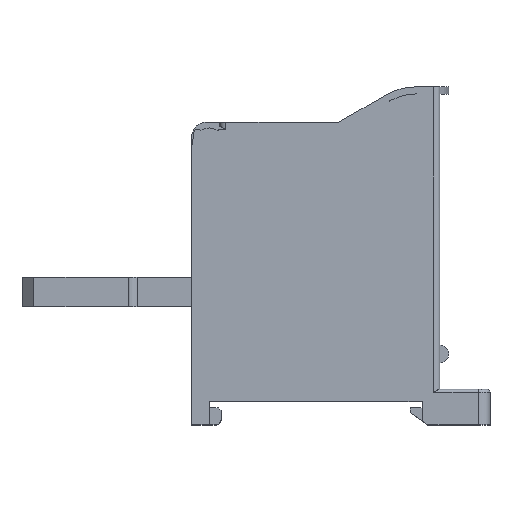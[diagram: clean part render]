
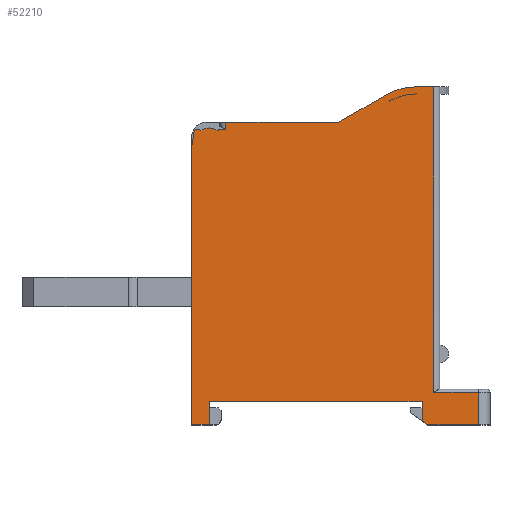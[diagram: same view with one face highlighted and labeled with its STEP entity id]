
A CAD part, top view. The second image highlights one B-rep face of the part: STEP entity #52210.
In plain terms, the highlighted planar face has unit normal (0, 0, 1).
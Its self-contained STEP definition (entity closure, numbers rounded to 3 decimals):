
#19220=DIRECTION('',(1.,0.,0.));
#19221=VECTOR('',#19220,36.);
#19222=CARTESIAN_POINT('',(-18.,4.,14.25));
#19223=LINE('',#19222,#19221);
#19351=DIRECTION('',(-1.,0.,0.));
#19352=VECTOR('',#19351,0.954);
#19353=CARTESIAN_POINT('',(-15.2,50.,14.25));
#19354=LINE('',#19353,#19352);
#20535=DIRECTION('',(0.,-1.,0.));
#20536=VECTOR('',#20535,3.3);
#20537=CARTESIAN_POINT('',(18.,4.,14.25));
#20538=LINE('',#20537,#20536);
#20543=CARTESIAN_POINT('',(-19.846,49.5,14.25));
#20544=DIRECTION('',(0.,0.,-1.));
#20545=DIRECTION('',(0.,1.,0.));
#20546=AXIS2_PLACEMENT_3D('',#20543,#20544,#20545);
#20548=CARTESIAN_POINT('',(-18.,48.,14.25));
#20549=DIRECTION('',(0.,0.,1.));
#20550=DIRECTION('',(0.628,0.778,0.));
#20551=AXIS2_PLACEMENT_3D('',#20548,#20549,#20550);
#20553=CARTESIAN_POINT('',(-16.154,49.5,14.25));
#20554=DIRECTION('',(0.,0.,-1.));
#20555=DIRECTION('',(-0.865,0.502,0.));
#20556=AXIS2_PLACEMENT_3D('',#20553,#20554,#20555);
#20558=DIRECTION('',(1.,0.,0.));
#20559=VECTOR('',#20558,18.864);
#20560=CARTESIAN_POINT('',(-15.2,51.2,14.25));
#20561=LINE('',#20560,#20559);
#20562=CARTESIAN_POINT('',(3.664,52.,14.25));
#20563=DIRECTION('',(0.,0.,1.));
#20564=DIRECTION('',(0.,-1.,0.));
#20565=AXIS2_PLACEMENT_3D('',#20562,#20563,#20564);
#20567=DIRECTION('',(0.866,0.5,0.));
#20568=VECTOR('',#20567,9.106);
#20569=CARTESIAN_POINT('',(4.064,51.307,14.25));
#20570=LINE('',#20569,#20568);
#20571=CARTESIAN_POINT('',(16.95,47.2,14.25));
#20572=DIRECTION('',(0.,0.,-1.));
#20573=DIRECTION('',(-0.5,0.866,0.));
#20574=AXIS2_PLACEMENT_3D('',#20571,#20572,#20573);
#20576=DIRECTION('',(1.,0.,0.));
#20577=VECTOR('',#20576,3.05);
#20578=CARTESIAN_POINT('',(16.95,57.2,14.25));
#20579=LINE('',#20578,#20577);
#20580=DIRECTION('',(-0.819,0.573,0.));
#20581=VECTOR('',#20580,1.221);
#20582=CARTESIAN_POINT('',(19.,0.,14.25));
#20583=LINE('',#20582,#20581);
#20584=DIRECTION('',(0.,-1.,0.));
#20585=VECTOR('',#20584,4.);
#20586=CARTESIAN_POINT('',(-18.,4.,14.25));
#20587=LINE('',#20586,#20585);
#20588=DIRECTION('',(-1.,0.,0.));
#20589=VECTOR('',#20588,3.);
#20590=CARTESIAN_POINT('',(-18.,0.,14.25));
#20591=LINE('',#20590,#20589);
#20592=DIRECTION('',(0.,1.,0.));
#20593=VECTOR('',#20592,46.172);
#20594=CARTESIAN_POINT('',(-21.,0.,14.25));
#20595=LINE('',#20594,#20593);
#20596=CARTESIAN_POINT('',(-11.,46.172,14.25));
#20597=DIRECTION('',(0.,0.,-1.));
#20598=DIRECTION('',(-1.,0.,0.));
#20599=AXIS2_PLACEMENT_3D('',#20596,#20597,#20598);
#20601=DIRECTION('',(0.164,0.986,0.));
#20602=VECTOR('',#20601,1.79);
#20603=CARTESIAN_POINT('',(-20.864,47.816,14.25));
#20604=LINE('',#20603,#20602);
#20605=CARTESIAN_POINT('',(-20.076,49.5,14.25));
#20606=DIRECTION('',(0.,0.,-1.));
#20607=DIRECTION('',(-0.986,0.164,0.));
#20608=AXIS2_PLACEMENT_3D('',#20605,#20606,#20607);
#20618=DIRECTION('',(-1.,0.,0.));
#20619=VECTOR('',#20618,0.231);
#20620=CARTESIAN_POINT('',(-19.846,50.,14.25));
#20621=LINE('',#20620,#20619);
#20654=DIRECTION('',(0.,-1.,0.));
#20655=VECTOR('',#20654,1.2);
#20656=CARTESIAN_POINT('',(-15.2,51.2,14.25));
#20657=LINE('',#20656,#20655);
#20666=DIRECTION('',(0.,1.,0.));
#20667=VECTOR('',#20666,51.7);
#20668=CARTESIAN_POINT('',(20.,5.5,14.25));
#20669=LINE('',#20668,#20667);
#20739=DIRECTION('',(1.,0.,0.));
#20740=VECTOR('',#20739,8.5);
#20741=CARTESIAN_POINT('',(19.,0.,14.25));
#20742=LINE('',#20741,#20740);
#20775=DIRECTION('',(0.,1.,0.));
#20776=VECTOR('',#20775,5.5);
#20777=CARTESIAN_POINT('',(27.5,0.,14.25));
#20778=LINE('',#20777,#20776);
#20806=DIRECTION('',(-1.,0.,0.));
#20807=VECTOR('',#20806,7.5);
#20808=CARTESIAN_POINT('',(27.5,5.5,14.25));
#20809=LINE('',#20808,#20807);
#21500=CARTESIAN_POINT('',(27.5,5.5,14.25));
#21501=CARTESIAN_POINT('',(20.,5.5,14.25));
#21502=VERTEX_POINT('',#21500);
#21503=VERTEX_POINT('',#21501);
#21504=CARTESIAN_POINT('',(27.5,0.,14.25));
#21505=VERTEX_POINT('',#21504);
#21506=CARTESIAN_POINT('',(19.,0.,14.25));
#21507=VERTEX_POINT('',#21506);
#21508=CARTESIAN_POINT('',(18.,0.7,14.25));
#21509=VERTEX_POINT('',#21508);
#21510=CARTESIAN_POINT('',(18.,4.,14.25));
#21511=VERTEX_POINT('',#21510);
#21512=CARTESIAN_POINT('',(-18.,4.,14.25));
#21513=VERTEX_POINT('',#21512);
#21514=CARTESIAN_POINT('',(-18.,0.,14.25));
#21515=VERTEX_POINT('',#21514);
#21516=CARTESIAN_POINT('',(-21.,0.,14.25));
#21517=VERTEX_POINT('',#21516);
#21518=CARTESIAN_POINT('',(-21.,46.172,14.25));
#21519=VERTEX_POINT('',#21518);
#21520=CARTESIAN_POINT('',(-20.864,47.816,14.25));
#21521=VERTEX_POINT('',#21520);
#21522=CARTESIAN_POINT('',(-20.57,49.582,14.25));
#21523=VERTEX_POINT('',#21522);
#21524=CARTESIAN_POINT('',(-20.076,50.,14.25));
#21525=VERTEX_POINT('',#21524);
#21526=CARTESIAN_POINT('',(-19.846,50.,14.25));
#21527=VERTEX_POINT('',#21526);
#21529=CARTESIAN_POINT('',(-16.154,50.,14.25));
#21531=VERTEX_POINT('',#21529);
#23350=CARTESIAN_POINT('',(3.664,51.2,14.25));
#23351=VERTEX_POINT('',#23350);
#23352=CARTESIAN_POINT('',(-15.2,51.2,14.25));
#23353=VERTEX_POINT('',#23352);
#23362=CARTESIAN_POINT('',(4.064,51.307,14.25));
#23363=VERTEX_POINT('',#23362);
#23364=CARTESIAN_POINT('',(11.95,55.86,14.25));
#23365=VERTEX_POINT('',#23364);
#23366=CARTESIAN_POINT('',(16.95,57.2,14.25));
#23367=VERTEX_POINT('',#23366);
#23378=CARTESIAN_POINT('',(20.,57.2,14.25));
#23379=VERTEX_POINT('',#23378);
#23555=CARTESIAN_POINT('',(-15.2,50.,14.25));
#23556=VERTEX_POINT('',#23555);
#23590=CARTESIAN_POINT('',(-16.587,49.751,14.25));
#23592=VERTEX_POINT('',#23590);
#23599=CARTESIAN_POINT('',(-19.413,49.751,14.25));
#23600=VERTEX_POINT('',#23599);
#52168=CARTESIAN_POINT('',(0.,0.,14.25));
#52169=DIRECTION('',(0.,0.,1.));
#52170=DIRECTION('',(1.,0.,0.));
#52171=AXIS2_PLACEMENT_3D('',#52168,#52169,#52170);
#52172=PLANE('',#52171);
#52174=ORIENTED_EDGE('',*,*,#52173,.T.);
#52175=ORIENTED_EDGE('',*,*,#50419,.F.);
#52176=ORIENTED_EDGE('',*,*,#50463,.T.);
#52177=ORIENTED_EDGE('',*,*,#50475,.F.);
#52179=ORIENTED_EDGE('',*,*,#52178,.F.);
#52180=ORIENTED_EDGE('',*,*,#50782,.T.);
#52181=ORIENTED_EDGE('',*,*,#50806,.T.);
#52182=ORIENTED_EDGE('',*,*,#50818,.T.);
#52183=ORIENTED_EDGE('',*,*,#50833,.T.);
#52184=ORIENTED_EDGE('',*,*,#50856,.T.);
#52186=ORIENTED_EDGE('',*,*,#52185,.F.);
#52188=ORIENTED_EDGE('',*,*,#52187,.F.);
#52190=ORIENTED_EDGE('',*,*,#52189,.F.);
#52192=ORIENTED_EDGE('',*,*,#52191,.F.);
#52193=ORIENTED_EDGE('',*,*,#52159,.T.);
#52194=ORIENTED_EDGE('',*,*,#52149,.F.);
#52195=ORIENTED_EDGE('',*,*,#50300,.F.);
#52196=ORIENTED_EDGE('',*,*,#50340,.T.);
#52198=ORIENTED_EDGE('',*,*,#52197,.T.);
#52199=ORIENTED_EDGE('',*,*,#49960,.T.);
#52201=ORIENTED_EDGE('',*,*,#52200,.T.);
#52203=ORIENTED_EDGE('',*,*,#52202,.T.);
#52205=ORIENTED_EDGE('',*,*,#52204,.T.);
#52207=ORIENTED_EDGE('',*,*,#52206,.F.);
#52208=EDGE_LOOP('',(#52174,#52175,#52176,#52177,#52179,#52180,#52181,#52182,
#52183,#52184,#52186,#52188,#52190,#52192,#52193,#52194,#52195,#52196,#52198,
#52199,#52201,#52203,#52205,#52207));
#52209=FACE_OUTER_BOUND('',#52208,.F.);
#20547=CIRCLE('',#20546,0.5);
#20552=CIRCLE('',#20551,2.25);
#20557=CIRCLE('',#20556,0.5);
#20566=CIRCLE('',#20565,0.8);
#20575=CIRCLE('',#20574,10.);
#20600=CIRCLE('',#20599,10.);
#20609=CIRCLE('',#20608,0.5);
#49960=EDGE_CURVE('',#21517,#21519,#20595,.T.);
#50300=EDGE_CURVE('',#21513,#21511,#19223,.T.);
#50340=EDGE_CURVE('',#21513,#21515,#20587,.T.);
#50419=EDGE_CURVE('',#23592,#23600,#20552,.T.);
#50463=EDGE_CURVE('',#23592,#21531,#20557,.T.);
#50475=EDGE_CURVE('',#23556,#21531,#19354,.T.);
#50782=EDGE_CURVE('',#23353,#23351,#20561,.T.);
#50806=EDGE_CURVE('',#23351,#23363,#20566,.T.);
#50818=EDGE_CURVE('',#23363,#23365,#20570,.T.);
#50833=EDGE_CURVE('',#23365,#23367,#20575,.T.);
#50856=EDGE_CURVE('',#23367,#23379,#20579,.T.);
#52149=EDGE_CURVE('',#21511,#21509,#20538,.T.);
#52159=EDGE_CURVE('',#21507,#21509,#20583,.T.);
#52173=EDGE_CURVE('',#21527,#23600,#20547,.T.);
#52178=EDGE_CURVE('',#23353,#23556,#20657,.T.);
#52185=EDGE_CURVE('',#21503,#23379,#20669,.T.);
#52187=EDGE_CURVE('',#21502,#21503,#20809,.T.);
#52189=EDGE_CURVE('',#21505,#21502,#20778,.T.);
#52191=EDGE_CURVE('',#21507,#21505,#20742,.T.);
#52197=EDGE_CURVE('',#21515,#21517,#20591,.T.);
#52200=EDGE_CURVE('',#21519,#21521,#20600,.T.);
#52202=EDGE_CURVE('',#21521,#21523,#20604,.T.);
#52204=EDGE_CURVE('',#21523,#21525,#20609,.T.);
#52206=EDGE_CURVE('',#21527,#21525,#20621,.T.);
#52210=ADVANCED_FACE('',(#52209),#52172,.T.);
